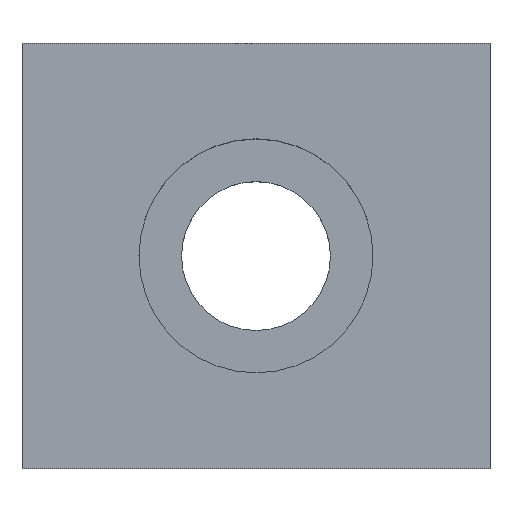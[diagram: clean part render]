
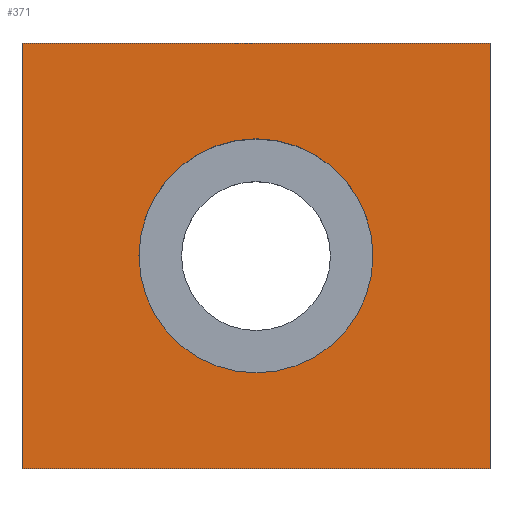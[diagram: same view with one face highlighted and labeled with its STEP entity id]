
A CAD part, top view. The second image highlights one B-rep face of the part: STEP entity #371.
In plain terms, the highlighted planar face has unit normal (0, 0, 1).
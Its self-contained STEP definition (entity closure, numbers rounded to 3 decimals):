
#4 = DIRECTION ( 'NONE',  ( -1., 0., 0. ) ) ;
#14 = VERTEX_POINT ( 'NONE', #203 ) ;
#22 = ORIENTED_EDGE ( 'NONE', *, *, #71, .F. ) ;
#26 = EDGE_LOOP ( 'NONE', ( #106, #349, #124, #379 ) ) ;
#28 = DIRECTION ( 'NONE',  ( 0., 1., 0. ) ) ;
#35 = FACE_OUTER_BOUND ( 'NONE', #26, .T. ) ;
#47 = EDGE_CURVE ( 'NONE', #197, #357, #111, .T. ) ;
#61 = CARTESIAN_POINT ( 'NONE',  ( 11., 10., 10. ) ) ;
#63 = LINE ( 'NONE', #296, #129 ) ;
#71 = EDGE_CURVE ( 'NONE', #238, #79, #370, .T. ) ;
#72 = DIRECTION ( 'NONE',  ( 1., 0., 0. ) ) ;
#75 = EDGE_LOOP ( 'NONE', ( #199, #22 ) ) ;
#79 = VERTEX_POINT ( 'NONE', #309 ) ;
#90 = DIRECTION ( 'NONE',  ( 1., 0., 0. ) ) ;
#100 = CIRCLE ( 'NONE', #326, 5.5 ) ;
#106 = ORIENTED_EDGE ( 'NONE', *, *, #47, .T. ) ;
#111 = LINE ( 'NONE', #324, #253 ) ;
#112 = DIRECTION ( 'NONE',  ( 0., 0., 1. ) ) ;
#114 = CARTESIAN_POINT ( 'NONE',  ( 11., -10., 10. ) ) ;
#124 = ORIENTED_EDGE ( 'NONE', *, *, #283, .T. ) ;
#128 = VECTOR ( 'NONE', #28, 1000. ) ;
#129 = VECTOR ( 'NONE', #389, 1000. ) ;
#134 = DIRECTION ( 'NONE',  ( 1., 0., 0. ) ) ;
#143 = CARTESIAN_POINT ( 'NONE',  ( -11., -10., 10. ) ) ;
#146 = VECTOR ( 'NONE', #4, 1000. ) ;
#160 = EDGE_CURVE ( 'NONE', #79, #238, #100, .T. ) ;
#175 = CARTESIAN_POINT ( 'NONE',  ( 0., 0., 10. ) ) ;
#181 = CARTESIAN_POINT ( 'NONE',  ( 11., -10., 10. ) ) ;
#183 = EDGE_CURVE ( 'NONE', #357, #201, #318, .T. ) ;
#197 = VERTEX_POINT ( 'NONE', #143 ) ;
#199 = ORIENTED_EDGE ( 'NONE', *, *, #160, .F. ) ;
#201 = VERTEX_POINT ( 'NONE', #215 ) ;
#203 = CARTESIAN_POINT ( 'NONE',  ( -11., 10., 10. ) ) ;
#215 = CARTESIAN_POINT ( 'NONE',  ( 11., 10., 10. ) ) ;
#229 = DIRECTION ( 'NONE',  ( 0., 0., 1. ) ) ;
#238 = VERTEX_POINT ( 'NONE', #390 ) ;
#239 = PLANE ( 'NONE',  #378 ) ;
#241 = LINE ( 'NONE', #61, #146 ) ;
#253 = VECTOR ( 'NONE', #391, 1000. ) ;
#278 = CARTESIAN_POINT ( 'NONE',  ( 0., 0., 10. ) ) ;
#283 = EDGE_CURVE ( 'NONE', #201, #14, #241, .T. ) ;
#287 = CARTESIAN_POINT ( 'NONE',  ( 11., -10., 10. ) ) ;
#296 = CARTESIAN_POINT ( 'NONE',  ( -11., 10., 10. ) ) ;
#304 = AXIS2_PLACEMENT_3D ( 'NONE', #278, #229, #72 ) ;
#309 = CARTESIAN_POINT ( 'NONE',  ( 5.5, 0., 10. ) ) ;
#318 = LINE ( 'NONE', #287, #128 ) ;
#324 = CARTESIAN_POINT ( 'NONE',  ( -11., -10., 10. ) ) ;
#326 = AXIS2_PLACEMENT_3D ( 'NONE', #175, #343, #134 ) ;
#333 = EDGE_CURVE ( 'NONE', #14, #197, #63, .T. ) ;
#343 = DIRECTION ( 'NONE',  ( 0., 0., 1. ) ) ;
#349 = ORIENTED_EDGE ( 'NONE', *, *, #183, .T. ) ;
#357 = VERTEX_POINT ( 'NONE', #114 ) ;
#369 = FACE_BOUND ( 'NONE', #75, .T. ) ;
#370 = CIRCLE ( 'NONE', #304, 5.5 ) ;
#371 = ADVANCED_FACE ( 'NONE', ( #35, #369 ), #239, .T. ) ;
#378 = AXIS2_PLACEMENT_3D ( 'NONE', #181, #112, #90 ) ;
#379 = ORIENTED_EDGE ( 'NONE', *, *, #333, .T. ) ;
#389 = DIRECTION ( 'NONE',  ( 0., -1., 0. ) ) ;
#390 = CARTESIAN_POINT ( 'NONE',  ( -5.5, 0., 10. ) ) ;
#391 = DIRECTION ( 'NONE',  ( 1., 0., 0. ) ) ;
